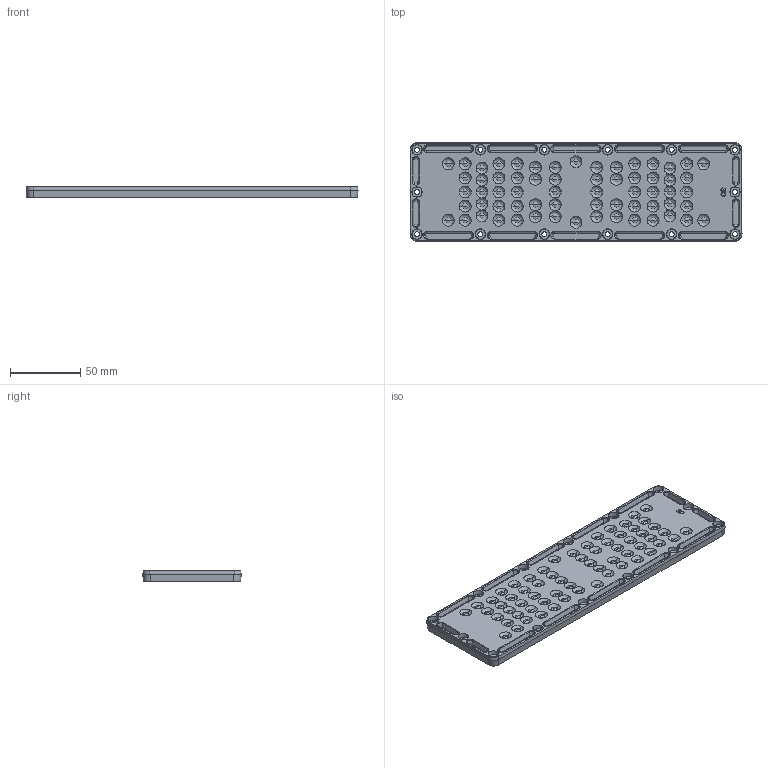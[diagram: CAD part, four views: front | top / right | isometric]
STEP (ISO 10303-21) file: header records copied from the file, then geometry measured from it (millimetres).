
FILE_DESCRIPTION (( 'STEP AP203' ), '1' );
FILE_NAME ('LD23670-64H1-T30-20201008-KH.stp', '2022-02-09T08:04:00', ( 'Windows 蚚誧' ), ( '' ), 'SwSTEP 2.0', 'SolidWorks 2019', '' );
FILE_SCHEMA (( 'CONFIG_CONTROL_DESIGN' ));
Products named in the file (1): LD23670-64H1-T30-20201008-KH
Bounding box: 235.99 x 69.99 x 7.7 mm (x, y, z)
Volume: 49678.4 mm3; surface area: 50266.1 mm2
Topology: 1 solids, 1 shells, 1032 faces, 2696 edges, 1698 vertices
Faces by surface type: bspline 464, plane 291, cone 235, cylinder 42
Entity records: 66494 total; most frequent: CARTESIAN_POINT 46358, ORIENTED_EDGE 5124, DIRECTION 2643, EDGE_CURVE 2562, VERTEX_POINT 1698, B_SPLINE_CURVE_WITH_KNOTS 1425, EDGE_LOOP 1226, AXIS2_PLACEMENT_3D 1087
